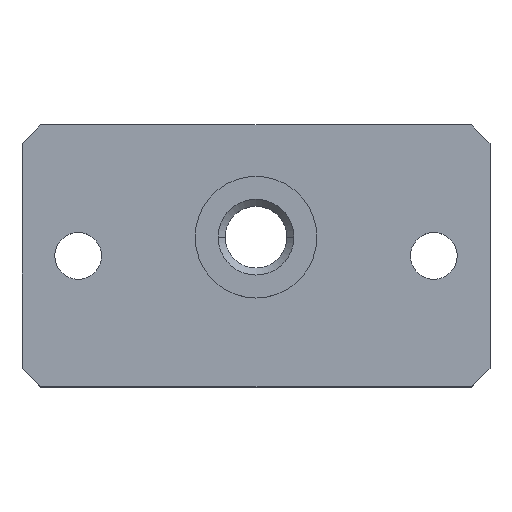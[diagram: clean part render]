
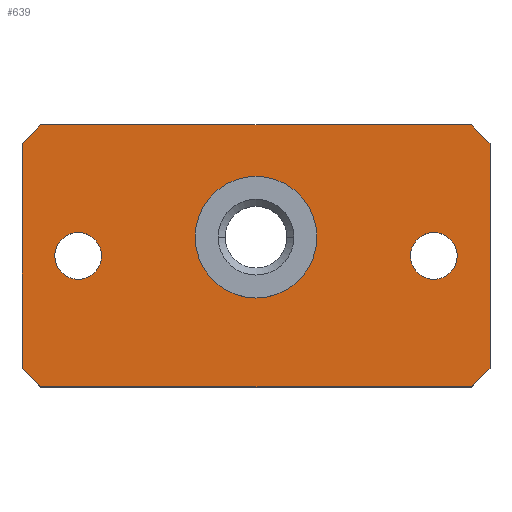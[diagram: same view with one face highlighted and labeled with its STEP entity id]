
A CAD part, top view. The second image highlights one B-rep face of the part: STEP entity #639.
In plain terms, the highlighted planar face has unit normal (0, 0, 1).
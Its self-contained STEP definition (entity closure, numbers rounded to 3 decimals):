
#1 = CARTESIAN_POINT ( 'NONE',  ( 8.25, 0., 3. ) ) ;
#6 = CIRCLE ( 'NONE', #428, 1.25 ) ;
#17 = VERTEX_POINT ( 'NONE', #75 ) ;
#28 = CARTESIAN_POINT ( 'NONE',  ( -9.5, 0., 3. ) ) ;
#30 = LINE ( 'NONE', #874, #157 ) ;
#33 = DIRECTION ( 'NONE',  ( -1., 0., 0. ) ) ;
#60 = DIRECTION ( 'NONE',  ( 1., 0., 0. ) ) ;
#68 = DIRECTION ( 'NONE',  ( 0., 0., 1. ) ) ;
#75 = CARTESIAN_POINT ( 'NONE',  ( -12.5, -6., 3. ) ) ;
#86 = ORIENTED_EDGE ( 'NONE', *, *, #743, .F. ) ;
#90 = EDGE_LOOP ( 'NONE', ( #535, #805 ) ) ;
#96 = EDGE_CURVE ( 'NONE', #870, #627, #566, .T. ) ;
#99 = CIRCLE ( 'NONE', #174, 1.25 ) ;
#101 = CARTESIAN_POINT ( 'NONE',  ( 0., 0., 3. ) ) ;
#107 = ORIENTED_EDGE ( 'NONE', *, *, #853, .T. ) ;
#115 = AXIS2_PLACEMENT_3D ( 'NONE', #433, #852, #573 ) ;
#119 = CARTESIAN_POINT ( 'NONE',  ( 10.75, 0., 3. ) ) ;
#124 = CARTESIAN_POINT ( 'NONE',  ( -11.5, 7., 3. ) ) ;
#135 = DIRECTION ( 'NONE',  ( 1., 0., 0. ) ) ;
#157 = VECTOR ( 'NONE', #510, 1000. ) ;
#163 = DIRECTION ( 'NONE',  ( 0., 0., 1. ) ) ;
#171 = ORIENTED_EDGE ( 'NONE', *, *, #96, .F. ) ;
#174 = AXIS2_PLACEMENT_3D ( 'NONE', #726, #186, #656 ) ;
#179 = EDGE_CURVE ( 'NONE', #227, #574, #441, .T. ) ;
#180 = DIRECTION ( 'NONE',  ( -0.707, 0.707, 0. ) ) ;
#182 = ORIENTED_EDGE ( 'NONE', *, *, #683, .T. ) ;
#184 = EDGE_CURVE ( 'NONE', #900, #17, #660, .T. ) ;
#186 = DIRECTION ( 'NONE',  ( 0., 0., 1. ) ) ;
#198 = CARTESIAN_POINT ( 'NONE',  ( 3.25, 1., 3. ) ) ;
#206 = CARTESIAN_POINT ( 'NONE',  ( -12.5, -7., 3. ) ) ;
#208 = EDGE_CURVE ( 'NONE', #369, #792, #99, .T. ) ;
#212 = EDGE_CURVE ( 'NONE', #671, #382, #682, .T. ) ;
#227 = VERTEX_POINT ( 'NONE', #864 ) ;
#229 = CARTESIAN_POINT ( 'NONE',  ( -10.75, 0., 3. ) ) ;
#237 = FACE_BOUND ( 'NONE', #90, .T. ) ;
#239 = ORIENTED_EDGE ( 'NONE', *, *, #303, .F. ) ;
#240 = CARTESIAN_POINT ( 'NONE',  ( 9.25, 9.25, 3. ) ) ;
#247 = CARTESIAN_POINT ( 'NONE',  ( -9.5, 0., 3. ) ) ;
#258 = VECTOR ( 'NONE', #523, 1000. ) ;
#262 = LINE ( 'NONE', #827, #300 ) ;
#270 = VERTEX_POINT ( 'NONE', #469 ) ;
#274 = CARTESIAN_POINT ( 'NONE',  ( 11.5, 7., 3. ) ) ;
#288 = AXIS2_PLACEMENT_3D ( 'NONE', #609, #68, #60 ) ;
#300 = VECTOR ( 'NONE', #33, 1000. ) ;
#303 = EDGE_CURVE ( 'NONE', #792, #369, #579, .T. ) ;
#305 = DIRECTION ( 'NONE',  ( 0., -1., 0. ) ) ;
#308 = DIRECTION ( 'NONE',  ( 1., 0., 0. ) ) ;
#317 = FACE_BOUND ( 'NONE', #717, .T. ) ;
#319 = VERTEX_POINT ( 'NONE', #274 ) ;
#326 = CARTESIAN_POINT ( 'NONE',  ( 0., 1., 3. ) ) ;
#333 = DIRECTION ( 'NONE',  ( 1., 0., 0. ) ) ;
#339 = EDGE_CURVE ( 'NONE', #270, #695, #411, .T. ) ;
#341 = DIRECTION ( 'NONE',  ( 0., 0., 1. ) ) ;
#362 = ORIENTED_EDGE ( 'NONE', *, *, #208, .F. ) ;
#369 = VERTEX_POINT ( 'NONE', #1 ) ;
#376 = DIRECTION ( 'NONE',  ( 0., 1., 0. ) ) ;
#382 = VERTEX_POINT ( 'NONE', #229 ) ;
#391 = LINE ( 'NONE', #240, #694 ) ;
#393 = CARTESIAN_POINT ( 'NONE',  ( -12.5, 7., 3. ) ) ;
#400 = LINE ( 'NONE', #742, #563 ) ;
#402 = CIRCLE ( 'NONE', #723, 3.25 ) ;
#411 = LINE ( 'NONE', #206, #802 ) ;
#415 = VECTOR ( 'NONE', #376, 1000. ) ;
#428 = AXIS2_PLACEMENT_3D ( 'NONE', #247, #163, #435 ) ;
#433 = CARTESIAN_POINT ( 'NONE',  ( 0., 1., 3. ) ) ;
#435 = DIRECTION ( 'NONE',  ( 1., 0., 0. ) ) ;
#441 = LINE ( 'NONE', #458, #415 ) ;
#445 = CARTESIAN_POINT ( 'NONE',  ( 12.5, 6., 3. ) ) ;
#458 = CARTESIAN_POINT ( 'NONE',  ( 12.5, 7., 3. ) ) ;
#469 = CARTESIAN_POINT ( 'NONE',  ( -11.5, -7., 3. ) ) ;
#481 = DIRECTION ( 'NONE',  ( 0., 0., 1. ) ) ;
#483 = EDGE_LOOP ( 'NONE', ( #667, #554, #530, #625, #107, #714, #831, #182 ) ) ;
#491 = EDGE_CURVE ( 'NONE', #574, #319, #391, .T. ) ;
#510 = DIRECTION ( 'NONE',  ( 0.707, 0.707, 0. ) ) ;
#513 = FACE_BOUND ( 'NONE', #580, .T. ) ;
#523 = DIRECTION ( 'NONE',  ( -0.707, -0.707, 0. ) ) ;
#530 = ORIENTED_EDGE ( 'NONE', *, *, #179, .T. ) ;
#534 = AXIS2_PLACEMENT_3D ( 'NONE', #101, #341, #333 ) ;
#535 = ORIENTED_EDGE ( 'NONE', *, *, #591, .F. ) ;
#554 = ORIENTED_EDGE ( 'NONE', *, *, #558, .T. ) ;
#558 = EDGE_CURVE ( 'NONE', #695, #227, #30, .T. ) ;
#563 = VECTOR ( 'NONE', #685, 1000. ) ;
#566 = CIRCLE ( 'NONE', #115, 3.25 ) ;
#573 = DIRECTION ( 'NONE',  ( 1., 0., 0. ) ) ;
#574 = VERTEX_POINT ( 'NONE', #445 ) ;
#579 = CIRCLE ( 'NONE', #288, 1.25 ) ;
#580 = EDGE_LOOP ( 'NONE', ( #86, #171 ) ) ;
#586 = CARTESIAN_POINT ( 'NONE',  ( -9.25, 9.25, 3. ) ) ;
#591 = EDGE_CURVE ( 'NONE', #382, #671, #6, .T. ) ;
#595 = CARTESIAN_POINT ( 'NONE',  ( -12.5, 6., 3. ) ) ;
#607 = EDGE_CURVE ( 'NONE', #657, #900, #718, .T. ) ;
#609 = CARTESIAN_POINT ( 'NONE',  ( 9.5, 0., 3. ) ) ;
#625 = ORIENTED_EDGE ( 'NONE', *, *, #491, .T. ) ;
#627 = VERTEX_POINT ( 'NONE', #807 ) ;
#639 = ADVANCED_FACE ( 'NONE', ( #317, #237, #513, #793 ), #725, .T. ) ;
#656 = DIRECTION ( 'NONE',  ( 1., 0., 0. ) ) ;
#657 = VERTEX_POINT ( 'NONE', #124 ) ;
#660 = LINE ( 'NONE', #393, #754 ) ;
#667 = ORIENTED_EDGE ( 'NONE', *, *, #339, .T. ) ;
#671 = VERTEX_POINT ( 'NONE', #901 ) ;
#682 = CIRCLE ( 'NONE', #800, 1.25 ) ;
#683 = EDGE_CURVE ( 'NONE', #17, #270, #400, .T. ) ;
#685 = DIRECTION ( 'NONE',  ( 0.707, -0.707, 0. ) ) ;
#690 = DIRECTION ( 'NONE',  ( 1., 0., 0. ) ) ;
#694 = VECTOR ( 'NONE', #180, 1000. ) ;
#695 = VERTEX_POINT ( 'NONE', #833 ) ;
#714 = ORIENTED_EDGE ( 'NONE', *, *, #607, .T. ) ;
#717 = EDGE_LOOP ( 'NONE', ( #362, #239 ) ) ;
#718 = LINE ( 'NONE', #586, #258 ) ;
#723 = AXIS2_PLACEMENT_3D ( 'NONE', #326, #481, #135 ) ;
#725 = PLANE ( 'NONE',  #534 ) ;
#726 = CARTESIAN_POINT ( 'NONE',  ( 9.5, 0., 3. ) ) ;
#729 = DIRECTION ( 'NONE',  ( 0., 0., 1. ) ) ;
#742 = CARTESIAN_POINT ( 'NONE',  ( -9.25, -9.25, 3. ) ) ;
#743 = EDGE_CURVE ( 'NONE', #627, #870, #402, .T. ) ;
#754 = VECTOR ( 'NONE', #305, 1000. ) ;
#792 = VERTEX_POINT ( 'NONE', #119 ) ;
#793 = FACE_OUTER_BOUND ( 'NONE', #483, .T. ) ;
#800 = AXIS2_PLACEMENT_3D ( 'NONE', #28, #729, #308 ) ;
#802 = VECTOR ( 'NONE', #690, 1000. ) ;
#805 = ORIENTED_EDGE ( 'NONE', *, *, #212, .F. ) ;
#807 = CARTESIAN_POINT ( 'NONE',  ( -3.25, 1., 3. ) ) ;
#827 = CARTESIAN_POINT ( 'NONE',  ( -12.5, 7., 3. ) ) ;
#831 = ORIENTED_EDGE ( 'NONE', *, *, #184, .T. ) ;
#833 = CARTESIAN_POINT ( 'NONE',  ( 11.5, -7., 3. ) ) ;
#852 = DIRECTION ( 'NONE',  ( 0., 0., 1. ) ) ;
#853 = EDGE_CURVE ( 'NONE', #319, #657, #262, .T. ) ;
#864 = CARTESIAN_POINT ( 'NONE',  ( 12.5, -6., 3. ) ) ;
#870 = VERTEX_POINT ( 'NONE', #198 ) ;
#874 = CARTESIAN_POINT ( 'NONE',  ( 9.25, -9.25, 3. ) ) ;
#900 = VERTEX_POINT ( 'NONE', #595 ) ;
#901 = CARTESIAN_POINT ( 'NONE',  ( -8.25, 0., 3. ) ) ;
